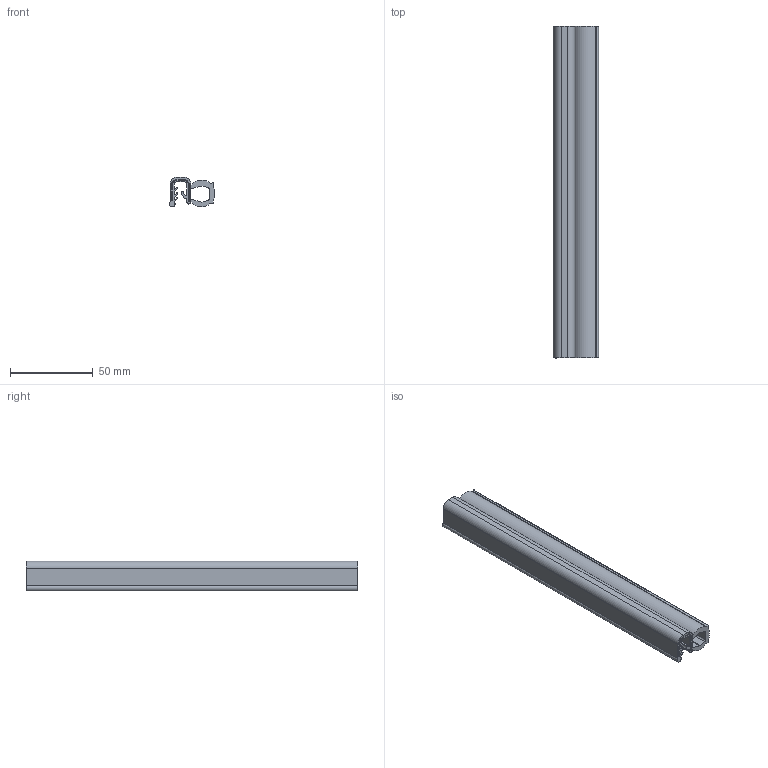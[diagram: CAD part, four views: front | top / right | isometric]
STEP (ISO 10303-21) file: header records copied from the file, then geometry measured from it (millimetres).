
FILE_DESCRIPTION( (''), '2;1');
FILE_NAME ('PC50.19408.TEM_1011_45_FR01_29607.stp','2021-03-11T11:46:01',(''),(''),'spGate 17.5.1','','');
FILE_SCHEMA (('AUTOMOTIVE_DESIGN'));
Length unit declared in the file: millimetre
Products named in the file (4): Assembly; rubber foam; gasket; center core
Assembly tree (3 placements, depth 2):
  Assembly
    rubber foam
    gasket
    center core
Bounding box: 27.51 x 200 x 17.99 mm (x, y, z)
Volume: 43699.5 mm3; surface area: 62930.2 mm2
Topology: 3 solids, 3 shells, 91 faces, 255 edges, 170 vertices
Faces by surface type: plane 51, cylinder 40
Entity records: 5064 total; most frequent: DIRECTION 533, CARTESIAN_POINT 524, ORIENTED_EDGE 510, COLOUR_RGB 349, PRESENTATION_STYLE_ASSIGNMENT 349, STYLED_ITEM 349, EDGE_CURVE 255, DRAUGHTING_PRE_DEFINED_CURVE_FONT 255
